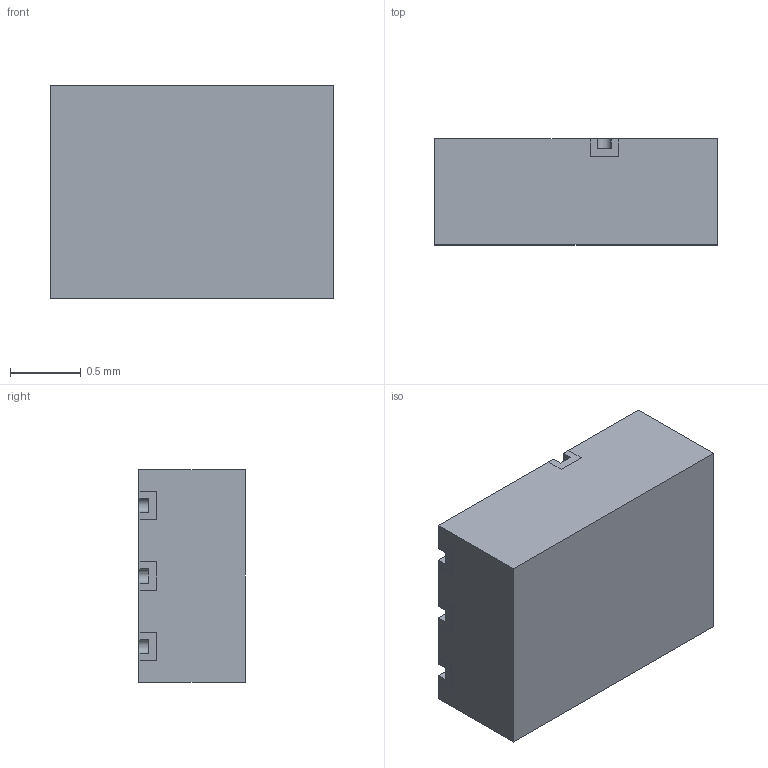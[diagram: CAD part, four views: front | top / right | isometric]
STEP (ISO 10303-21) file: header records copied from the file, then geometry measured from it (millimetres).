
FILE_DESCRIPTION(/* description */ ('Unknown'),/* implementation_level */ '2;1');
FILE_NAME(/* name */ ' SLF1520P8',/* time_stamp */ '2023-08-18T09:51:55+08:00',/* author */ ('Unknown'),/* organization */ ('Unknown'),/* preprocessor_version */ 'ST-DEVELOPER v18.102',/* originating_system */ 'Solid Edge',/* authorisation */ 'Unknown');
FILE_SCHEMA (('AUTOMOTIVE_DESIGN {1 0 10303 214 3 1 1}'));
Length unit declared in the file: millimetre
Products named in the file (3):  SLF1520P8; Compound; LDF
Assembly tree (2 placements, depth 2):
   SLF1520P8
    Compound
    LDF
Bounding box: 2 x 0.75 x 1.5 mm (x, y, z)
Volume: 2.2 mm3; surface area: 19 mm2
Topology: 9 solids, 9 shells, 246 faces, 684 edges, 456 vertices
Faces by surface type: plane 190, cylinder 56
Entity records: 8884 total; most frequent: CARTESIAN_POINT 1389, ORIENTED_EDGE 1368, DIRECTION 1294, EDGE_CURVE 684, LINE 572, VECTOR 572, VERTEX_POINT 456, AXIS2_PLACEMENT_3D 361
